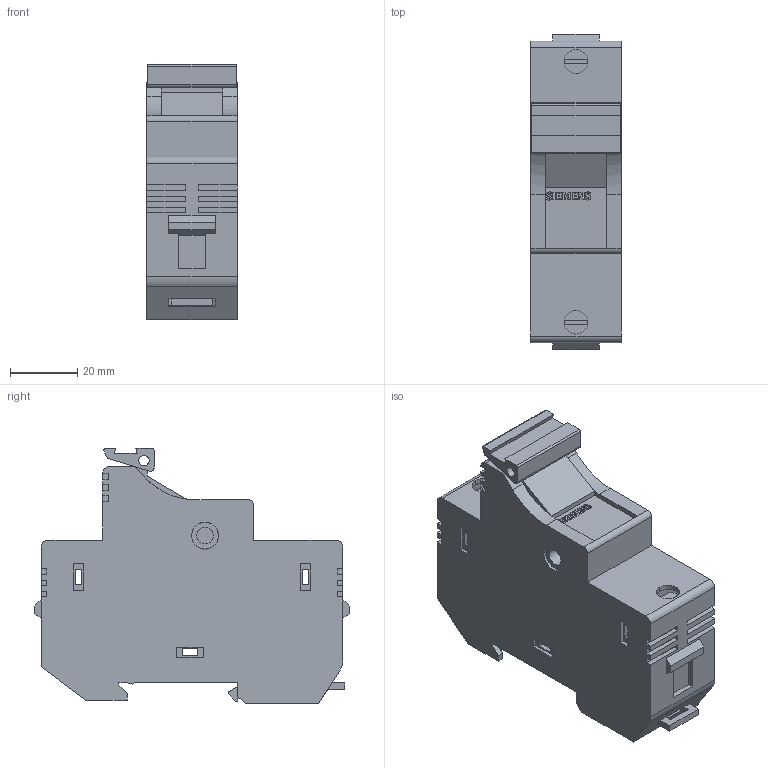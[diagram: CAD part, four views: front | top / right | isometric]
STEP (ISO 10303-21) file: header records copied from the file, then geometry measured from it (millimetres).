
FILE_DESCRIPTION(('STEP AP214'),'1');
FILE_NAME('cctmp_95139BAE-7454-439B-AD04-A67C77DE672F_2023_04_14_20_04_20_0560..stp','2023-04-14T18:04:21',('SIEMENS A&D'),('CADClick - www.CADClick.com'),'Spatial InterOp 3D postprocessed',' ','unknown authorization');
FILE_SCHEMA(('AUTOMOTIVE_DESIGN'));
Length unit declared in the file: millimetre
Products named in the file (1): 2023_04_14_20_04_20_0545
Bounding box: 27 x 94 x 76.1 mm (x, y, z)
Volume: 121315.7 mm3; surface area: 26861.9 mm2
Topology: 1 solids, 5 shells, 441 faces, 1206 edges, 797 vertices
Faces by surface type: plane 386, cylinder 47, extrusion 8
Entity records: 15441 total; most frequent: CARTESIAN_POINT 3015, ORIENTED_EDGE 2412, DIRECTION 2065, EDGE_CURVE 1206, VECTOR 979, LINE 971, VERTEX_POINT 797, AXIS2_PLACEMENT_3D 543
